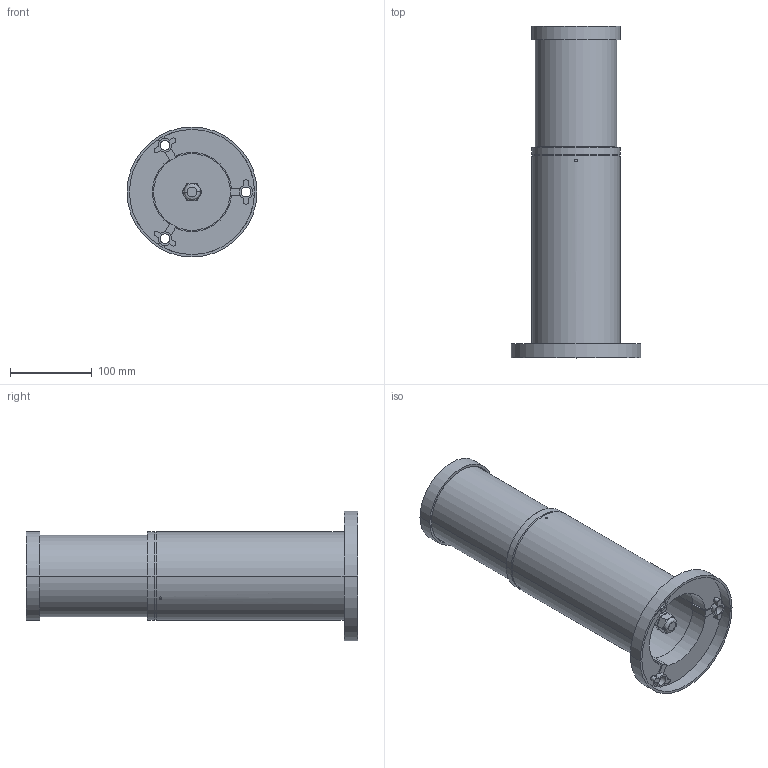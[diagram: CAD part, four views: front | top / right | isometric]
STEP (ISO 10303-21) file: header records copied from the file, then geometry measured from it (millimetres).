
FILE_DESCRIPTION((''),'2;1');
FILE_NAME('SMALL_ASM','2022-02-22T',('Administrator'),(''),'PRO/ENGINEER BY PARAMETRIC TECHNOLOGY CORPORATION, 2014000','PRO/ENGINEER BY PARAMETRIC TECHNOLOGY CORPORATION, 2014000','');
FILE_SCHEMA(('CONFIG_CONTROL_DESIGN'));
Length unit declared in the file: millimetre
Products named in the file (20): D155X35; D108X230; 106X2-PU; D108X20; D100X77; D101X5-PU; D93X1-5; M4X160; D6X26; D93X10FEIDIE; D6X15; D109X17; D100X105-GLASS; JETUO; E27ZIJIA-L77; E27-1-1; M4LUMO; D6-LINE; JIEDOU-IP65; SMALL_ASM
Assembly tree (44 placements, depth 2):
  SMALL_ASM
    D155X35
    D108X230
    106X2-PU
    D108X20
    D100X77
    D101X5-PU  x2
    D93X1-5
    M4X160  x3
    D6X26  x15
    D93X10FEIDIE  x5
    D6X15  x3
    D109X17
    D100X105-GLASS
    JETUO
    E27ZIJIA-L77
    E27-1-1
    M4LUMO  x3
    D6-LINE
    JIEDOU-IP65
Bounding box: 159 x 406 x 159 mm (x, y, z)
Volume: 593780.5 mm3; surface area: 534064.3 mm2
Topology: 44 solids, 44 shells, 773 faces, 1779 edges, 1145 vertices
Faces by surface type: cylinder 328, plane 313, torus 66, cone 52, bspline 10, revolution 4
Entity records: 20637 total; most frequent: CARTESIAN_POINT 7135, DIRECTION 2894, ORIENTED_EDGE 2558, EDGE_CURVE 1279, AXIS2_PLACEMENT_3D 1142, VERTEX_POINT 825, EDGE_LOOP 640, VECTOR 606
